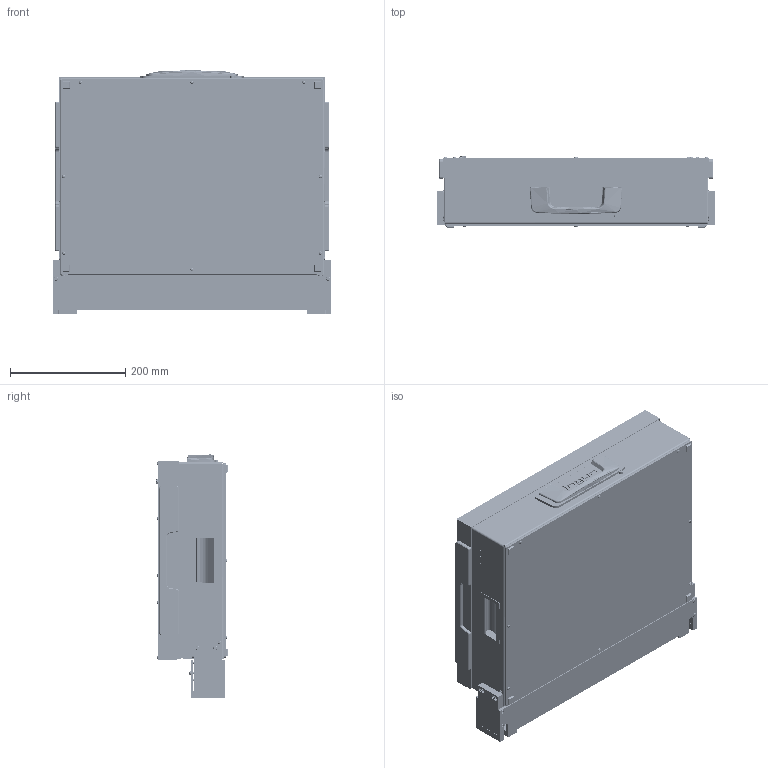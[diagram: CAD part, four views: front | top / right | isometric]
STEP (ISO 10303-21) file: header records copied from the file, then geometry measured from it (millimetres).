
FILE_DESCRIPTION (( 'STEP AP214' ), '1' );
FILE_NAME ('INGUN_107590.STEP', '2020-07-29T13:22:27', ( '' ), ( '' ), 'SwSTEP 2.0', 'SolidWorks 2018', '' );
FILE_SCHEMA (( 'AUTOMOTIVE_DESIGN' ));
Length unit declared in the file: millimetre
Products named in the file (69): 102963~4_S; 104090~4_KUNDE<Standard>; DIN912~n_M04,0x016; 101552~1_S; 104092~2_S; 2281~0_360ø<Standard>; 106506~0_S; 53106~0_S; 48726~2_S; 43707~0_S; DIN912~n_M04,0x010; 104343~3_S; ISO7380~n_M04,0x008; DIN985-A2~n_M04,0; ISO7380~n_M03,0x006; 102964~0_S; 100419~3; 104093~2_KUNDE<S>; DIN125~n_04,3 M04,0; 1878~0; 37967~1_felx <Standard>; INGUN_107590; 103031~0_M03,0x006; 2719~0; ISO7380~n_M04,0x010; 53731~0; K_02037~0; 104089~2_KUNDE<S>; GKS-114-0015~-g-k-s_Hub = 08,0 <S>; 104351~1; 104349~0; K_02038~0; Gewindebuchse~n_M04-09,5 offen; KS-113-Master~-k-s_KS-113 23; K_02037~0_Standard ohne Dyn Punkt<Standard>; 104117~0_S; ISO7380~n_M04,0x012; 41899~3_flexiebel <S>; 48565~1_S; 105963~2_KUNDE<S> ...
Assembly tree (157 placements, depth 4):
  INGUN_107590
    104350~1_S
      104343~3_S
        104344~2_S
        43707~0_S  x4
        104117~0_S
      104351~1
      2281~0_360ø<Standard>  x2
        2281~0
      37188~1_S  x2
      102963~4_S
      32171~0_S
      53106~0_S  x2
      1878~0
      101552~1_S
      102964~0_S  x2
      Gewindebuchse~n_M04-09,5 offen  x2
      DIN7991~n_M04,0x010  x2
      DIN7991~n_M05,0x010  x8
      DIN912~n_M04,0x012
      ISO7380~n_M03,0x025  x2
      ISO7380~n_M04,0x010  x4
      DIN985-A2~n_M03,0  x2
      DIN125~n_03,2 M03,0  x2
      DIN125~n_04,3 M04,0  x4
      DIN125~n_06,4 M06,0 Fase  x2
      DIN985-A2~n_M04,0
    104089~2_KUNDE<S>
      104090~4_KUNDE<Standard>
      104091~2_KUNDE<Default>
      104092~2_S
      104093~2_KUNDE<S>
      105963~2_KUNDE<S>  x2
      48726~2_S  x2
      48565~1_S  x2
      52626~3_S
      49317~0  x2
      2196~6  x2
      2229~6  x2
      19420~3
      11657~0
      ASR~-a-s-r_拱05,2x07x拌10  x2
      ISO7380~n_M04,0x012  x3
      ISO7380~n_M03,0x006  x10
      DIN912~n_M04,0x006  x2
      103031~0_M04,0x014 VA  x4
      103031~0_M03,0x006  x4
      DIN125~n_06,4 M06,0 Fase  x2
      41899~3_flexiebel <S>
        KS-113-Master~-k-s_KS-113 23
        GKS-114-0015~-g-k-s_Hub = 08,0 <S>
        53731~0
        3917~3_M 3 A
    37967~1_felx <Standard>
      K_02037~0
      K_02038~0
    31788~1_flex <Standard>
      K_02037~0_Standard ohne Dyn Punkt<Standard>
      K_02038~0
    104348~0_S
Bounding box: 483 x 125.3 x 423.32 mm (x, y, z)
Volume: 4357824.9 mm3; surface area: 1882081 mm2
Topology: 151 solids, 151 shells, 4788 faces, 11768 edges, 7505 vertices
Faces by surface type: cylinder 2429, plane 1643, cone 472, torus 144, bspline 96, sphere 4
Entity records: 92305 total; most frequent: CARTESIAN_POINT 25633, DIRECTION 13034, ORIENTED_EDGE 11878, EDGE_CURVE 5939, AXIS2_PLACEMENT_3D 4960, VERTEX_POINT 3803, VECTOR 3114, LINE 3114
